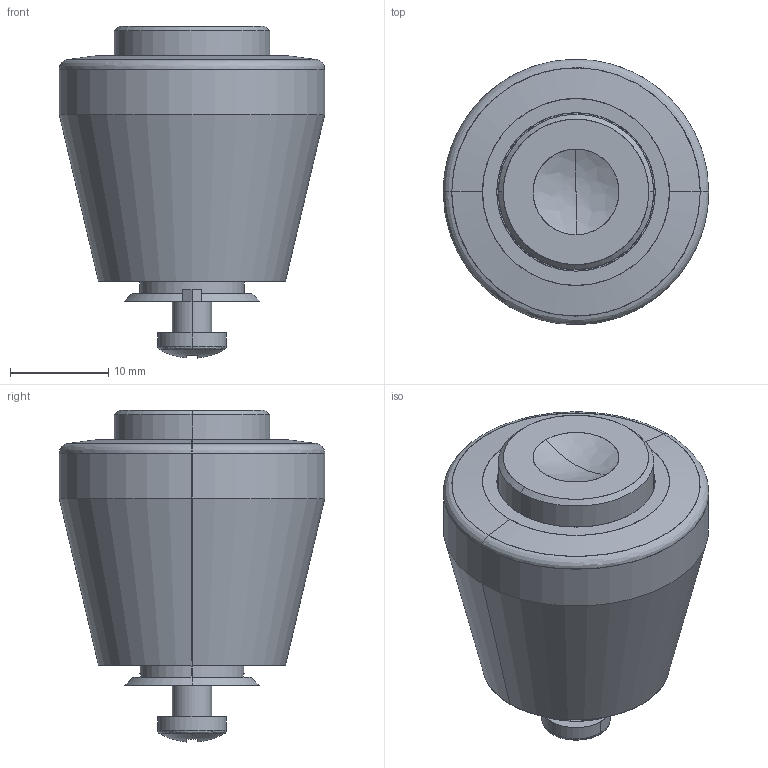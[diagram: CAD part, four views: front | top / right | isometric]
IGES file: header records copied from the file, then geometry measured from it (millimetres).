
Start section: SolidWorks IGES file using analytic representation for surfaces
Global section: file name: A-64N.IGS; native system: SolidWorks 2014; preprocessor: SolidWorks 2014; author: 1337yo; date: 170313.170002; units: millimetre
Bounding box: 27 x 27 x 33.76 mm (x, y, z)
Surface area: 7472.5 mm2 (no closed solid volume)
Topology: 0 solids, 0 shells, 116 faces, 1763 edges, 1761 vertices
Faces by surface type: revolution 64, bspline 52
